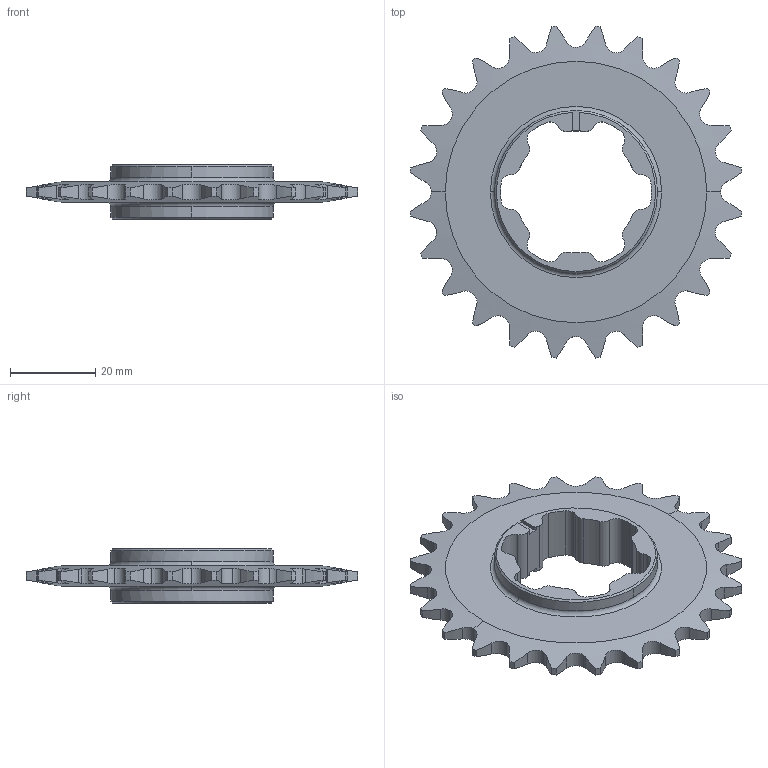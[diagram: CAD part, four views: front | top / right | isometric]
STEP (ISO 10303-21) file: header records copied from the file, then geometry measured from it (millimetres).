
FILE_DESCRIPTION (( 'STEP AP203' ), '1' );
FILE_NAME ('REV-21-3717.STEP', '2024-09-17T14:02:58', ( '' ), ( '' ), 'SwSTEP 2.0', 'SolidWorks 2022', '' );
FILE_SCHEMA (( 'CONFIG_CONTROL_DESIGN' ));
Length unit declared in the file: millimetre
Products named in the file (1): REV-21-3717
Bounding box: 77.75 x 77.75 x 12.7 mm (x, y, z)
Volume: 17069.8 mm3; surface area: 9935 mm2
Topology: 1 solids, 1 shells, 177 faces, 522 edges, 347 vertices
Faces by surface type: cylinder 156, plane 10, cone 7, torus 4
Entity records: 6990 total; most frequent: CARTESIAN_POINT 2355, ORIENTED_EDGE 1044, DIRECTION 879, EDGE_CURVE 522, AXIS2_PLACEMENT_3D 351, VERTEX_POINT 347, EDGE_LOOP 179, ADVANCED_FACE 177
